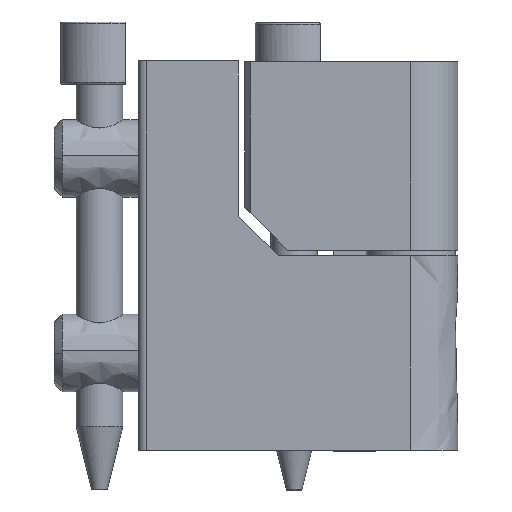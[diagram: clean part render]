
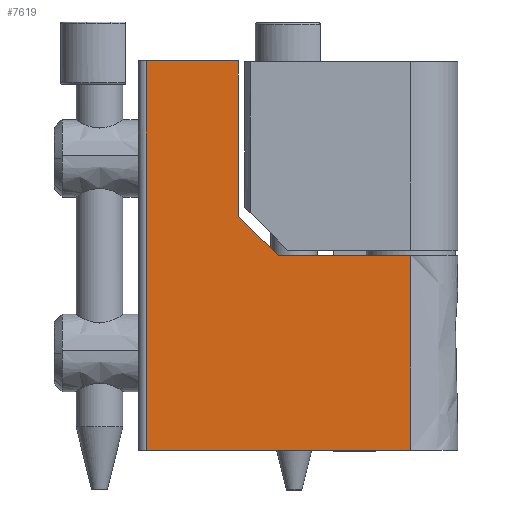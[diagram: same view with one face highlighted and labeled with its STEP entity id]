
A CAD part, left-side view. The second image highlights one B-rep face of the part: STEP entity #7619.
In plain terms, the highlighted free-form (B-spline) face has degree [1, 1] with [2, 2] control points.
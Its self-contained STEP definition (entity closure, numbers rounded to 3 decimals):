
#7016=CARTESIAN_POINT('',(-6.,34.,0.));
#7017=VERTEX_POINT('',#7016);
#7031=CARTESIAN_POINT('',(-6.,34.,50.));
#7032=VERTEX_POINT('',#7031);
#7033=CARTESIAN_POINT('',(-6.,34.,0.));
#7034=CARTESIAN_POINT('',(-6.,34.,50.));
#7035=QUASI_UNIFORM_CURVE('',1,(#7033,#7034),.UNSPECIFIED.,.F.,.U.);
#7036=EDGE_CURVE('',#7017,#7032,#7035,.T.);
#7249=CARTESIAN_POINT('',(-6.,22.204,30.));
#7250=VERTEX_POINT('',#7249);
#7264=CARTESIAN_POINT('',(-6.,16.971,25.));
#7265=VERTEX_POINT('',#7264);
#7266=CARTESIAN_POINT('',(-6.,16.971,25.));
#7267=CARTESIAN_POINT('',(-6.,22.204,30.));
#7268=QUASI_UNIFORM_CURVE('',1,(#7266,#7267),.UNSPECIFIED.,.F.,.U.);
#7269=EDGE_CURVE('',#7265,#7250,#7268,.T.);
#7364=CARTESIAN_POINT('',(-6.,0.,25.));
#7365=VERTEX_POINT('',#7364);
#7381=CARTESIAN_POINT('',(-6.,0.,0.));
#7382=VERTEX_POINT('',#7381);
#7383=CARTESIAN_POINT('',(-6.,0.,0.));
#7384=CARTESIAN_POINT('',(-6.,0.,25.));
#7385=QUASI_UNIFORM_CURVE('',1,(#7383,#7384),.UNSPECIFIED.,.F.,.U.);
#7386=EDGE_CURVE('',#7382,#7365,#7385,.T.);
#7580=CARTESIAN_POINT('',(-6.,35.698,52.498));
#7581=CARTESIAN_POINT('',(-6.,-1.698,52.498));
#7582=CARTESIAN_POINT('',(-6.,35.698,-2.498));
#7583=CARTESIAN_POINT('',(-6.,-1.698,-2.498));
#7584=B_SPLINE_SURFACE_WITH_KNOTS('',1,1,((#7580,#7582),(#7581,#7583)),.UNSPECIFIED.,.F.,.F.,.U.,(2,2),(2,2),(0.0,37.397),(0.0,54.995),.UNSPECIFIED.);
#7585=CARTESIAN_POINT('',(-6.,22.204,0.));
#7586=VERTEX_POINT('',#7585);
#7587=CARTESIAN_POINT('',(-6.,34.,0.));
#7588=CARTESIAN_POINT('',(-6.,22.204,0.));
#7589=QUASI_UNIFORM_CURVE('',1,(#7587,#7588),.UNSPECIFIED.,.F.,.U.);
#7590=EDGE_CURVE('',#7017,#7586,#7589,.T.);
#7591=ORIENTED_EDGE('',*,*,#7590,.T.);
#7592=CARTESIAN_POINT('',(-6.,0.,0.));
#7593=CARTESIAN_POINT('',(-6.,22.204,0.));
#7594=QUASI_UNIFORM_CURVE('',1,(#7592,#7593),.UNSPECIFIED.,.F.,.U.);
#7595=EDGE_CURVE('',#7382,#7586,#7594,.T.);
#7596=ORIENTED_EDGE('',*,*,#7595,.F.);
#7597=ORIENTED_EDGE('',*,*,#7386,.T.);
#7598=CARTESIAN_POINT('',(-6.,0.,25.));
#7599=CARTESIAN_POINT('',(-6.,16.971,25.));
#7600=QUASI_UNIFORM_CURVE('',1,(#7598,#7599),.UNSPECIFIED.,.F.,.U.);
#7601=EDGE_CURVE('',#7365,#7265,#7600,.T.);
#7602=ORIENTED_EDGE('',*,*,#7601,.T.);
#7603=ORIENTED_EDGE('',*,*,#7269,.T.);
#7604=CARTESIAN_POINT('',(-6.,22.204,50.));
#7605=VERTEX_POINT('',#7604);
#7606=CARTESIAN_POINT('',(-6.,22.204,30.));
#7607=CARTESIAN_POINT('',(-6.,22.204,50.));
#7608=QUASI_UNIFORM_CURVE('',1,(#7606,#7607),.UNSPECIFIED.,.F.,.U.);
#7609=EDGE_CURVE('',#7250,#7605,#7608,.T.);
#7610=ORIENTED_EDGE('',*,*,#7609,.T.);
#7611=CARTESIAN_POINT('',(-6.,34.,50.));
#7612=CARTESIAN_POINT('',(-6.,22.204,50.));
#7613=QUASI_UNIFORM_CURVE('',1,(#7611,#7612),.UNSPECIFIED.,.F.,.U.);
#7614=EDGE_CURVE('',#7032,#7605,#7613,.T.);
#7615=ORIENTED_EDGE('',*,*,#7614,.F.);
#7616=ORIENTED_EDGE('',*,*,#7036,.F.);
#7617=EDGE_LOOP('',(#7591,#7596,#7597,#7602,#7603,#7610,#7615,#7616));
#7618=FACE_OUTER_BOUND('',#7617,.T.);
#7619=ADVANCED_FACE('',(#7618),#7584,.F.);
